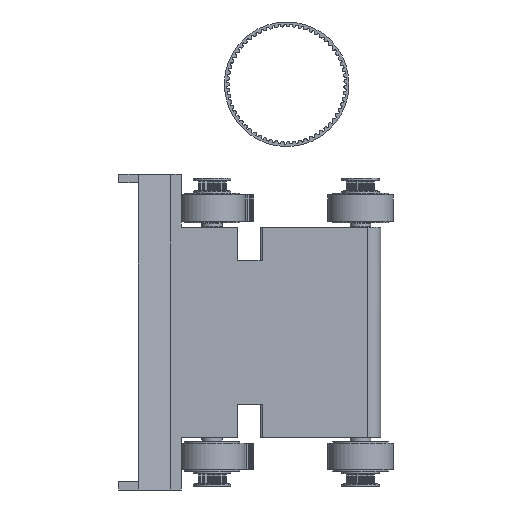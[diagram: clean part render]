
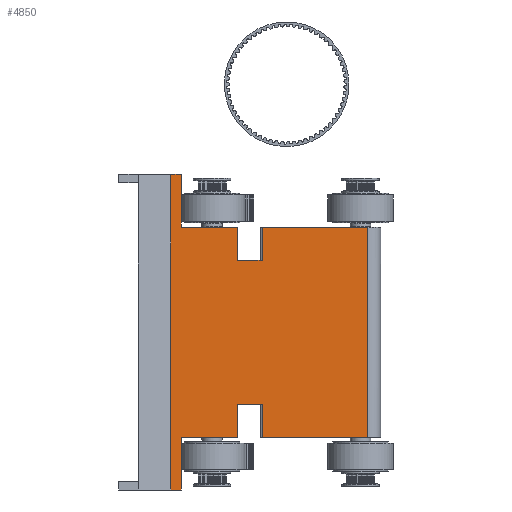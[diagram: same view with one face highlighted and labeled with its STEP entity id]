
A CAD part, front view. The second image highlights one B-rep face of the part: STEP entity #4850.
In plain terms, the highlighted free-form (B-spline) face has degree [1, 1] with [2, 2] control points.
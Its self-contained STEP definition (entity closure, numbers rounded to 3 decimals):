
#68 = VERTEX_POINT('',#69);
#69 = CARTESIAN_POINT('',(-17.423,-64.671,
    -59.231));
#75 = EDGE_CURVE('',#76,#68,#78,.T.);
#76 = VERTEX_POINT('',#77);
#77 = CARTESIAN_POINT('',(-35.214,-65.321,-59.231
    ));
#78 = B_SPLINE_CURVE_WITH_KNOTS('',1,(#79,#80),.UNSPECIFIED.,.F.,.F.,(2,
    2),(-12.365,-0.335),.PIECEWISE_BEZIER_KNOTS.);
#79 = CARTESIAN_POINT('',(-35.214,-65.321,-59.231
    ));
#80 = CARTESIAN_POINT('',(-17.423,-64.671,
    -59.231));
#581 = VERTEX_POINT('',#582);
#582 = CARTESIAN_POINT('',(-17.423,-64.671,
    43.777));
#649 = VERTEX_POINT('',#650);
#650 = CARTESIAN_POINT('',(-35.214,-65.321,
    43.777));
#656 = EDGE_CURVE('',#581,#649,#657,.T.);
#657 = B_SPLINE_CURVE_WITH_KNOTS('',1,(#658,#659),.UNSPECIFIED.,.F.,.F.,
  (2,2),(0.335,12.365),.PIECEWISE_BEZIER_KNOTS.);
#658 = CARTESIAN_POINT('',(-17.423,-64.671,
    43.777));
#659 = CARTESIAN_POINT('',(-35.214,-65.321,
    43.777));
#1289 = VERTEX_POINT('',#1290);
#1290 = CARTESIAN_POINT('',(-82.669,-67.055,
    105.049));
#1295 = EDGE_CURVE('',#1289,#1296,#1298,.T.);
#1296 = VERTEX_POINT('',#1297);
#1297 = CARTESIAN_POINT('',(-75.274,-66.784,
    105.049));
#1298 = B_SPLINE_CURVE_WITH_KNOTS('',1,(#1299,#1300),.UNSPECIFIED.,.F.,
  .F.,(2,2),(0.,5.),.PIECEWISE_BEZIER_KNOTS.);
#1299 = CARTESIAN_POINT('',(-82.669,-67.055,
    105.049));
#1300 = CARTESIAN_POINT('',(-75.274,-66.784,
    105.049));
#1418 = VERTEX_POINT('',#1419);
#1419 = CARTESIAN_POINT('',(-75.274,-66.784,
    -120.504));
#1424 = EDGE_CURVE('',#1425,#1418,#1427,.T.);
#1425 = VERTEX_POINT('',#1426);
#1426 = CARTESIAN_POINT('',(-82.669,-67.055,
    -120.504));
#1427 = B_SPLINE_CURVE_WITH_KNOTS('',1,(#1428,#1429),.UNSPECIFIED.,.F.,
  .F.,(2,2),(0.,5.),.PIECEWISE_BEZIER_KNOTS.);
#1428 = CARTESIAN_POINT('',(-82.669,-67.055,
    -120.504));
#1429 = CARTESIAN_POINT('',(-75.274,-66.784,
    -120.504));
#3635 = VERTEX_POINT('',#3636);
#3636 = CARTESIAN_POINT('',(-82.669,-67.055,
    89.731));
#3643 = VERTEX_POINT('',#3644);
#3644 = CARTESIAN_POINT('',(-82.669,-67.055,
    -105.186));
#3752 = EDGE_CURVE('',#3643,#3635,#3753,.T.);
#3753 = B_SPLINE_CURVE_WITH_KNOTS('',1,(#3754,#3755),.UNSPECIFIED.,.F.,
  .F.,(2,2),(-15.05,116.65),.PIECEWISE_BEZIER_KNOTS.);
#3754 = CARTESIAN_POINT('',(-82.669,-67.055,
    -105.186));
#3755 = CARTESIAN_POINT('',(-82.669,-67.055,
    89.731));
#3779 = VERTEX_POINT('',#3780);
#3780 = CARTESIAN_POINT('',(-75.274,-66.784,
    -82.911));
#3785 = EDGE_CURVE('',#3779,#1418,#3786,.T.);
#3786 = B_SPLINE_CURVE_WITH_KNOTS('',1,(#3787,#3788),.UNSPECIFIED.,.F.,
  .F.,(2,2),(-25.4,-0.),.PIECEWISE_BEZIER_KNOTS.);
#3787 = CARTESIAN_POINT('',(-75.274,-66.784,
    -82.911));
#3788 = CARTESIAN_POINT('',(-75.274,-66.784,
    -120.504));
#3862 = EDGE_CURVE('',#1425,#3643,#3863,.T.);
#3863 = B_SPLINE_CURVE_WITH_KNOTS('',1,(#3864,#3865),.UNSPECIFIED.,.F.,
  .F.,(2,2),(-25.4,-15.05),.PIECEWISE_BEZIER_KNOTS.);
#3864 = CARTESIAN_POINT('',(-82.669,-67.055,
    -120.504));
#3865 = CARTESIAN_POINT('',(-82.669,-67.055,
    -105.186));
#3868 = EDGE_CURVE('',#3635,#1289,#3869,.T.);
#3869 = B_SPLINE_CURVE_WITH_KNOTS('',1,(#3870,#3871),.UNSPECIFIED.,.F.,
  .F.,(2,2),(116.65,127.),.PIECEWISE_BEZIER_KNOTS.);
#3870 = CARTESIAN_POINT('',(-82.669,-67.055,
    89.731));
#3871 = CARTESIAN_POINT('',(-82.669,-67.055,
    105.049));
#3905 = EDGE_CURVE('',#1296,#3906,#3908,.T.);
#3906 = VERTEX_POINT('',#3907);
#3907 = CARTESIAN_POINT('',(-75.274,-66.784,
    67.457));
#3908 = B_SPLINE_CURVE_WITH_KNOTS('',1,(#3909,#3910),.UNSPECIFIED.,.F.,
  .F.,(2,2),(-25.4,-0.),.PIECEWISE_BEZIER_KNOTS.);
#3909 = CARTESIAN_POINT('',(-75.274,-66.784,
    105.049));
#3910 = CARTESIAN_POINT('',(-75.274,-66.784,
    67.457));
#3928 = EDGE_CURVE('',#3906,#3929,#3931,.T.);
#3929 = VERTEX_POINT('',#3930);
#3930 = CARTESIAN_POINT('',(-35.214,-65.321,
    67.457));
#3931 = B_SPLINE_CURVE_WITH_KNOTS('',1,(#3932,#3933),.UNSPECIFIED.,.F.,
  .F.,(2,2),(5.,32.085),.PIECEWISE_BEZIER_KNOTS.);
#3932 = CARTESIAN_POINT('',(-75.274,-66.784,
    67.457));
#3933 = CARTESIAN_POINT('',(-35.214,-65.321,
    67.457));
#4349 = EDGE_CURVE('',#68,#4350,#4352,.T.);
#4350 = VERTEX_POINT('',#4351);
#4351 = CARTESIAN_POINT('',(-17.423,-64.671,
    -82.911));
#4352 = B_SPLINE_CURVE_WITH_KNOTS('',1,(#4353,#4354),.UNSPECIFIED.,.F.,
  .F.,(2,2),(-16.,0.),.PIECEWISE_BEZIER_KNOTS.);
#4353 = CARTESIAN_POINT('',(-17.423,-64.671,
    -59.231));
#4354 = CARTESIAN_POINT('',(-17.423,-64.671,
    -82.911));
#4785 = VERTEX_POINT('',#4786);
#4786 = CARTESIAN_POINT('',(58.208,-61.908,
    -82.911));
#4802 = VERTEX_POINT('',#4803);
#4803 = CARTESIAN_POINT('',(58.208,-61.908,
    67.457));
#4809 = EDGE_CURVE('',#4802,#4785,#4810,.T.);
#4810 = B_SPLINE_CURVE_WITH_KNOTS('',1,(#4811,#4812),.UNSPECIFIED.,.F.,
  .F.,(2,2),(-25.4,76.2),.PIECEWISE_BEZIER_KNOTS.);
#4811 = CARTESIAN_POINT('',(58.208,-61.908,
    67.457));
#4812 = CARTESIAN_POINT('',(58.208,-61.908,
    -82.911));
#4825 = EDGE_CURVE('',#4785,#4350,#4826,.T.);
#4826 = B_SPLINE_CURVE_WITH_KNOTS('',1,(#4827,#4828),.UNSPECIFIED.,.F.,
  .F.,(2,2),(6.35,57.485),.PIECEWISE_BEZIER_KNOTS.);
#4827 = CARTESIAN_POINT('',(58.208,-61.908,
    -82.911));
#4828 = CARTESIAN_POINT('',(-17.423,-64.671,
    -82.911));
#4850 = ADVANCED_FACE('',(#4851),#4895,.F.);
#4851 = FACE_BOUND('',#4852,.T.);
#4852 = EDGE_LOOP('',(#4853,#4854,#4861,#4866,#4867,#4872,#4873,#4874,
    #4875,#4876,#4877,#4878,#4879,#4880,#4887,#4892,#4893,#4894));
#4853 = ORIENTED_EDGE('',*,*,#4809,.F.);
#4854 = ORIENTED_EDGE('',*,*,#4855,.F.);
#4855 = EDGE_CURVE('',#4856,#4802,#4858,.T.);
#4856 = VERTEX_POINT('',#4857);
#4857 = CARTESIAN_POINT('',(-17.423,-64.671,
    67.457));
#4858 = B_SPLINE_CURVE_WITH_KNOTS('',1,(#4859,#4860),.UNSPECIFIED.,.F.,
  .F.,(2,2),(44.115,95.25),.PIECEWISE_BEZIER_KNOTS.);
#4859 = CARTESIAN_POINT('',(-17.423,-64.671,
    67.457));
#4860 = CARTESIAN_POINT('',(58.208,-61.908,
    67.457));
#4861 = ORIENTED_EDGE('',*,*,#4862,.T.);
#4862 = EDGE_CURVE('',#4856,#581,#4863,.T.);
#4863 = B_SPLINE_CURVE_WITH_KNOTS('',1,(#4864,#4865),.UNSPECIFIED.,.F.,
  .F.,(2,2),(0.,16.),.PIECEWISE_BEZIER_KNOTS.);
#4864 = CARTESIAN_POINT('',(-17.423,-64.671,
    67.457));
#4865 = CARTESIAN_POINT('',(-17.423,-64.671,
    43.777));
#4866 = ORIENTED_EDGE('',*,*,#656,.T.);
#4867 = ORIENTED_EDGE('',*,*,#4868,.T.);
#4868 = EDGE_CURVE('',#649,#3929,#4869,.T.);
#4869 = B_SPLINE_CURVE_WITH_KNOTS('',1,(#4870,#4871),.UNSPECIFIED.,.F.,
  .F.,(2,2),(-16.,0.),.PIECEWISE_BEZIER_KNOTS.);
#4870 = CARTESIAN_POINT('',(-35.214,-65.321,
    43.777));
#4871 = CARTESIAN_POINT('',(-35.214,-65.321,
    67.457));
#4872 = ORIENTED_EDGE('',*,*,#3928,.F.);
#4873 = ORIENTED_EDGE('',*,*,#3905,.F.);
#4874 = ORIENTED_EDGE('',*,*,#1295,.F.);
#4875 = ORIENTED_EDGE('',*,*,#3868,.F.);
#4876 = ORIENTED_EDGE('',*,*,#3752,.F.);
#4877 = ORIENTED_EDGE('',*,*,#3862,.F.);
#4878 = ORIENTED_EDGE('',*,*,#1424,.T.);
#4879 = ORIENTED_EDGE('',*,*,#3785,.F.);
#4880 = ORIENTED_EDGE('',*,*,#4881,.F.);
#4881 = EDGE_CURVE('',#4882,#3779,#4884,.T.);
#4882 = VERTEX_POINT('',#4883);
#4883 = CARTESIAN_POINT('',(-35.214,-65.321,
    -82.911));
#4884 = B_SPLINE_CURVE_WITH_KNOTS('',1,(#4885,#4886),.UNSPECIFIED.,.F.,
  .F.,(2,2),(69.515,96.6),.PIECEWISE_BEZIER_KNOTS.);
#4885 = CARTESIAN_POINT('',(-35.214,-65.321,
    -82.911));
#4886 = CARTESIAN_POINT('',(-75.274,-66.784,
    -82.911));
#4887 = ORIENTED_EDGE('',*,*,#4888,.T.);
#4888 = EDGE_CURVE('',#4882,#76,#4889,.T.);
#4889 = B_SPLINE_CURVE_WITH_KNOTS('',1,(#4890,#4891),.UNSPECIFIED.,.F.,
  .F.,(2,2),(0.,16.),.PIECEWISE_BEZIER_KNOTS.);
#4890 = CARTESIAN_POINT('',(-35.214,-65.321,
    -82.911));
#4891 = CARTESIAN_POINT('',(-35.214,-65.321,
    -59.231));
#4892 = ORIENTED_EDGE('',*,*,#75,.T.);
#4893 = ORIENTED_EDGE('',*,*,#4349,.T.);
#4894 = ORIENTED_EDGE('',*,*,#4825,.F.);
#4895 = B_SPLINE_SURFACE_WITH_KNOTS('',1,1,(
    (#4896,#4897)
    ,(#4898,#4899
    )),.UNSPECIFIED.,.F.,.F.,.F.,(2,2),(2,2),(-76.2,76.2),(-50.8,44.45),
  .PIECEWISE_BEZIER_KNOTS.);
#4896 = CARTESIAN_POINT('',(-82.669,-67.055,
    -120.504));
#4897 = CARTESIAN_POINT('',(58.208,-61.908,
    -120.504));
#4898 = CARTESIAN_POINT('',(-82.669,-67.055,
    105.049));
#4899 = CARTESIAN_POINT('',(58.208,-61.908,
    105.049));
